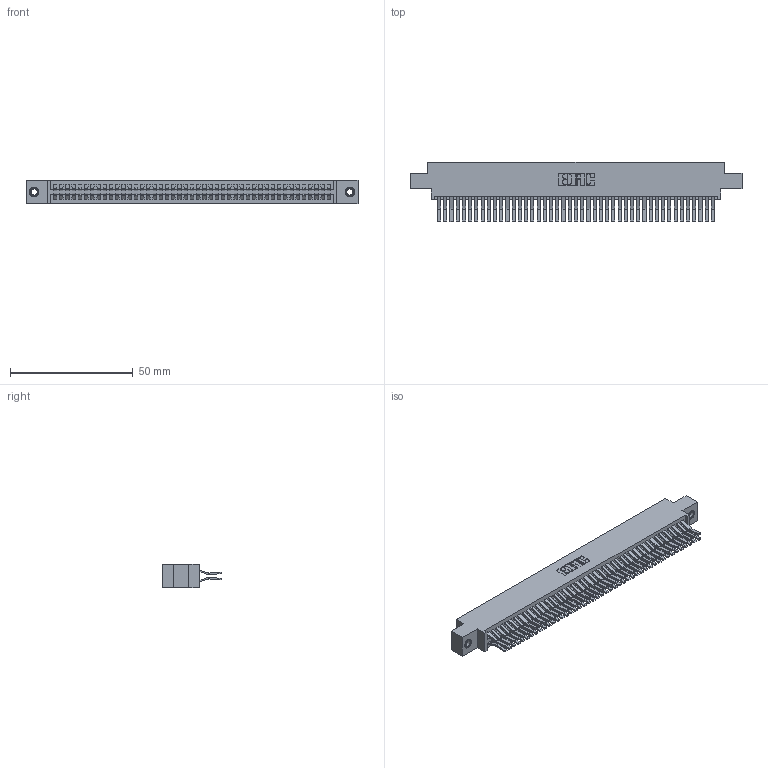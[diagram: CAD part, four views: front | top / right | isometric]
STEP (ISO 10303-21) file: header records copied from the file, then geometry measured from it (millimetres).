
FILE_DESCRIPTION (( 'STEP AP203' ), '1' );
FILE_NAME ('395-090-560-807.STEP', '2019-10-25T18:17:43', ( '' ), ( '' ), 'SwSTEP 2.0', 'SolidWorks 2016', '' );
FILE_SCHEMA (( 'CONFIG_CONTROL_DESIGN' ));
Length unit declared in the file: inch
Products named in the file (4): 345 Part_0.170 Offset - 0.156 Dia-TI; 345-292-001_560 Tail; 345-250-001_345-250-005-103; 395-090-560-807
Assembly tree (93 placements, depth 2):
  395-090-560-807
    345 Part_0.170 Offset - 0.156 Dia-TI
    345-292-001_560 Tail  x90
    345-250-001_345-250-005-103  x2
Bounding box: 135.51 x 24.45 x 9.4 mm (x, y, z)
Volume: 13654.3 mm3; surface area: 21930.1 mm2
Topology: 93 solids, 93 shells, 4870 faces, 14439 edges, 9498 vertices
Faces by surface type: plane 3086, cylinder 1768, cone 12, torus 4
Entity records: 36310 total; most frequent: CARTESIAN_POINT 6067, ORIENTED_EDGE 5994, DIRECTION 5375, EDGE_CURVE 2997, VECTOR 2661, LINE 2661, VERTEX_POINT 1992, AXIS2_PLACEMENT_3D 1357
